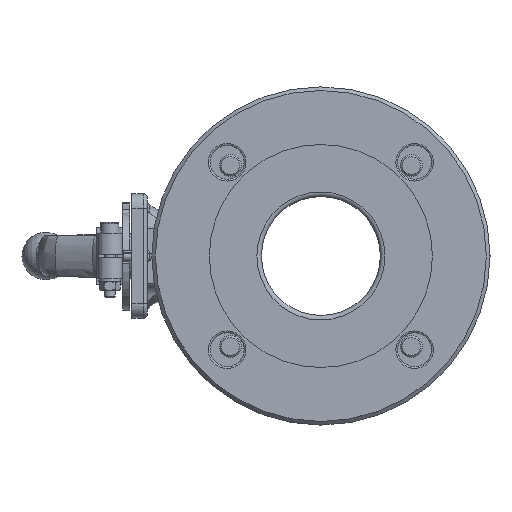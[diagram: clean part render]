
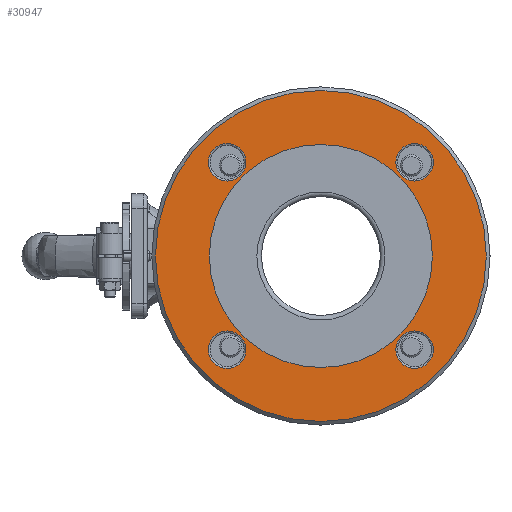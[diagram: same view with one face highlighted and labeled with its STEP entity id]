
A CAD part, left-side view. The second image highlights one B-rep face of the part: STEP entity #30947.
In plain terms, the highlighted planar face has unit normal (-1, 0, 0).
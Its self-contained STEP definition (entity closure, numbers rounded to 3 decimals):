
#4 = EDGE_CURVE ( 'NONE', #16226, #16226, #21243, .T. ) ;
#298 = EDGE_LOOP ( 'NONE', ( #24865 ) ) ;
#523 = VERTEX_POINT ( 'NONE', #13802 ) ;
#811 = CARTESIAN_POINT ( 'NONE',  ( 2., 51.265, 51.265 ) ) ;
#1157 = VERTEX_POINT ( 'NONE', #20572 ) ;
#1370 = CARTESIAN_POINT ( 'NONE',  ( 2., 0., 0. ) ) ;
#2315 = FACE_OUTER_BOUND ( 'NONE', #298, .T. ) ;
#2952 = EDGE_CURVE ( 'NONE', #42875, #42875, #23575, .T. ) ;
#3200 = DIRECTION ( 'NONE',  ( 0., 0., 1. ) ) ;
#3427 = DIRECTION ( 'NONE',  ( 1., 0., 0. ) ) ;
#3668 = CIRCLE ( 'NONE', #34348, 61. ) ;
#3922 = DIRECTION ( 'NONE',  ( 0., 0., 1. ) ) ;
#4748 = AXIS2_PLACEMENT_3D ( 'NONE', #36418, #3427, #3200 ) ;
#5579 = FACE_BOUND ( 'NONE', #7597, .T. ) ;
#6771 = CIRCLE ( 'NONE', #31210, 10.25 ) ;
#7597 = EDGE_LOOP ( 'NONE', ( #17636 ) ) ;
#7754 = DIRECTION ( 'NONE',  ( 1., 0., 0. ) ) ;
#7876 = CIRCLE ( 'NONE', #13464, 90.5 ) ;
#8858 = PLANE ( 'NONE',  #17727 ) ;
#8994 = DIRECTION ( 'NONE',  ( 1., 0., 0. ) ) ;
#10741 = EDGE_CURVE ( 'NONE', #1157, #1157, #42320, .T. ) ;
#10802 = ORIENTED_EDGE ( 'NONE', *, *, #11069, .T. ) ;
#10976 = ORIENTED_EDGE ( 'NONE', *, *, #4, .T. ) ;
#11069 = EDGE_CURVE ( 'NONE', #17719, #17719, #6771, .T. ) ;
#12925 = DIRECTION ( 'NONE',  ( 0., 1., 0. ) ) ;
#13464 = AXIS2_PLACEMENT_3D ( 'NONE', #36106, #8994, #12925 ) ;
#13802 = CARTESIAN_POINT ( 'NONE',  ( 2., 61., 0. ) ) ;
#14438 = CARTESIAN_POINT ( 'NONE',  ( 2., -51.265, -41.015 ) ) ;
#14644 = DIRECTION ( 'NONE',  ( 1., 0., 0. ) ) ;
#15387 = ORIENTED_EDGE ( 'NONE', *, *, #10741, .T. ) ;
#15618 = FACE_BOUND ( 'NONE', #18184, .T. ) ;
#15836 = FACE_BOUND ( 'NONE', #33710, .T. ) ;
#16226 = VERTEX_POINT ( 'NONE', #42661 ) ;
#17636 = ORIENTED_EDGE ( 'NONE', *, *, #2952, .T. ) ;
#17719 = VERTEX_POINT ( 'NONE', #14438 ) ;
#17727 = AXIS2_PLACEMENT_3D ( 'NONE', #32250, #28955, #42270 ) ;
#18184 = EDGE_LOOP ( 'NONE', ( #10976 ) ) ;
#18983 = EDGE_LOOP ( 'NONE', ( #15387 ) ) ;
#19235 = EDGE_CURVE ( 'NONE', #523, #523, #3668, .T. ) ;
#20572 = CARTESIAN_POINT ( 'NONE',  ( 2., 51.265, -41.015 ) ) ;
#21243 = CIRCLE ( 'NONE', #33127, 10.25 ) ;
#21437 = DIRECTION ( 'NONE',  ( 0., 1., 0. ) ) ;
#23473 = AXIS2_PLACEMENT_3D ( 'NONE', #36743, #36528, #26676 ) ;
#23575 = CIRCLE ( 'NONE', #4748, 10.25 ) ;
#24865 = ORIENTED_EDGE ( 'NONE', *, *, #33637, .F. ) ;
#26676 = DIRECTION ( 'NONE',  ( 0., 0., 1. ) ) ;
#26853 = VERTEX_POINT ( 'NONE', #30153 ) ;
#27707 = CARTESIAN_POINT ( 'NONE',  ( 2., -51.265, -51.265 ) ) ;
#28737 = FACE_BOUND ( 'NONE', #18983, .T. ) ;
#28955 = DIRECTION ( 'NONE',  ( -1., 0., 0. ) ) ;
#30153 = CARTESIAN_POINT ( 'NONE',  ( 2., 90.5, 0. ) ) ;
#30947 = ADVANCED_FACE ( 'NONE', ( #2315, #15836, #5579, #15618, #28737, #39232 ), #8858, .T. ) ;
#31185 = ORIENTED_EDGE ( 'NONE', *, *, #19235, .T. ) ;
#31210 = AXIS2_PLACEMENT_3D ( 'NONE', #27707, #34280, #3922 ) ;
#32250 = CARTESIAN_POINT ( 'NONE',  ( 2., 75.75, 0. ) ) ;
#33087 = EDGE_LOOP ( 'NONE', ( #31185 ) ) ;
#33127 = AXIS2_PLACEMENT_3D ( 'NONE', #811, #7754, #37482 ) ;
#33637 = EDGE_CURVE ( 'NONE', #26853, #26853, #7876, .T. ) ;
#33710 = EDGE_LOOP ( 'NONE', ( #10802 ) ) ;
#34280 = DIRECTION ( 'NONE',  ( 1., 0., 0. ) ) ;
#34348 = AXIS2_PLACEMENT_3D ( 'NONE', #1370, #14644, #21437 ) ;
#36106 = CARTESIAN_POINT ( 'NONE',  ( 2., 0., 0. ) ) ;
#36418 = CARTESIAN_POINT ( 'NONE',  ( 2., -51.265, 51.265 ) ) ;
#36528 = DIRECTION ( 'NONE',  ( 1., 0., 0. ) ) ;
#36743 = CARTESIAN_POINT ( 'NONE',  ( 2., 51.265, -51.265 ) ) ;
#36766 = CARTESIAN_POINT ( 'NONE',  ( 2., -51.265, 61.515 ) ) ;
#37482 = DIRECTION ( 'NONE',  ( 0., 0., 1. ) ) ;
#39232 = FACE_BOUND ( 'NONE', #33087, .T. ) ;
#42270 = DIRECTION ( 'NONE',  ( 0., 0., 1. ) ) ;
#42320 = CIRCLE ( 'NONE', #23473, 10.25 ) ;
#42661 = CARTESIAN_POINT ( 'NONE',  ( 2., 51.265, 61.515 ) ) ;
#42875 = VERTEX_POINT ( 'NONE', #36766 ) ;
